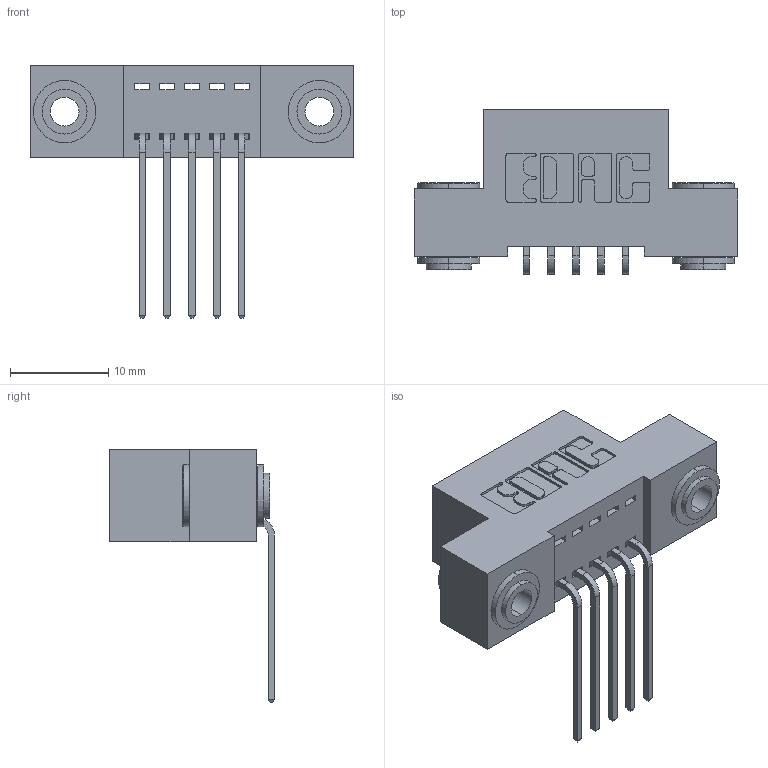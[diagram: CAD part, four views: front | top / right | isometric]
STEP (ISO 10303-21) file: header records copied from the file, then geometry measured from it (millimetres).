
FILE_DESCRIPTION (( 'STEP AP203' ), '1' );
FILE_NAME ('392-005-559-103.STEP', '2019-10-04T22:55:42', ( '' ), ( '' ), 'SwSTEP 2.0', 'SolidWorks 2016', '' );
FILE_SCHEMA (( 'CONFIG_CONTROL_DESIGN' ));
Length unit declared in the file: inch
Products named in the file (4): 342 Part_.156 TH; 345-292-001_558 559 Tail - 1; 342-250-002_345-250-002-102; 392-005-559-103
Assembly tree (8 placements, depth 2):
  392-005-559-103
    342 Part_.156 TH
    345-292-001_558 559 Tail - 1  x5
    342-250-002_345-250-002-102  x2
Bounding box: 33.02 x 16.83 x 25.78 mm (x, y, z)
Volume: 2798.4 mm3; surface area: 3739.2 mm2
Topology: 8 solids, 8 shells, 448 faces, 1285 edges, 846 vertices
Faces by surface type: plane 296, cylinder 144, cone 8
Entity records: 8444 total; most frequent: CARTESIAN_POINT 1440, ORIENTED_EDGE 1374, DIRECTION 1323, EDGE_CURVE 687, VECTOR 535, LINE 535, VERTEX_POINT 454, AXIS2_PLACEMENT_3D 394
